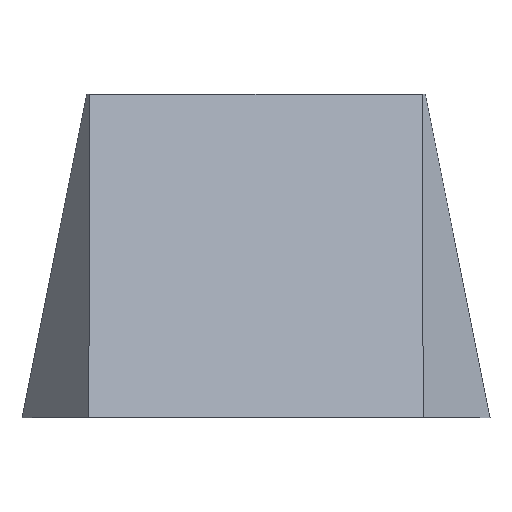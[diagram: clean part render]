
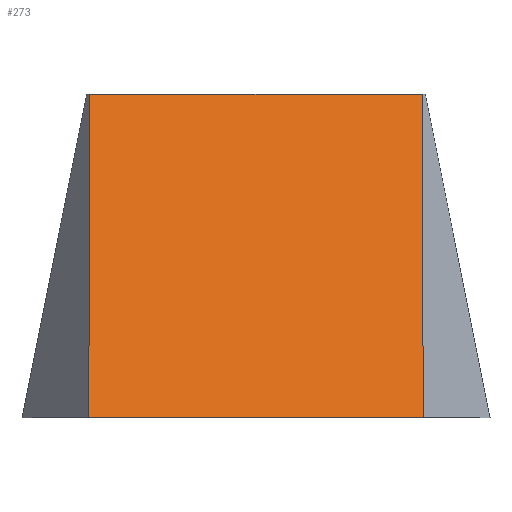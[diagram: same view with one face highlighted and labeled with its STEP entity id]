
A CAD part, top view. The second image highlights one B-rep face of the part: STEP entity #273.
In plain terms, the highlighted planar face has unit normal (0, 0.262, 0.965).
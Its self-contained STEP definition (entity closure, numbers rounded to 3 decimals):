
#40=ORIENTED_EDGE('',*,*,#110,.F.);
#41=ORIENTED_EDGE('',*,*,#111,.F.);
#42=ORIENTED_EDGE('',*,*,#97,.T.);
#43=ORIENTED_EDGE('',*,*,#112,.T.);
#97=EDGE_CURVE('',#134,#133,#157,.T.);
#110=EDGE_CURVE('',#144,#145,#170,.T.);
#111=EDGE_CURVE('',#134,#144,#171,.T.);
#112=EDGE_CURVE('',#133,#145,#172,.T.);
#133=VERTEX_POINT('',#394);
#134=VERTEX_POINT('',#396);
#144=VERTEX_POINT('',#421);
#145=VERTEX_POINT('',#422);
#157=LINE('',#395,#193);
#170=LINE('',#420,#206);
#171=LINE('',#423,#207);
#172=LINE('',#424,#208);
#193=VECTOR('',#323,1000.);
#206=VECTOR('',#340,1000.);
#207=VECTOR('',#341,1000.);
#208=VECTOR('',#342,1000.);
#227=EDGE_LOOP('',(#40,#41,#42,#43));
#243=FACE_BOUND('',#227,.T.);
#258=PLANE('',#301);
#273=ADVANCED_FACE('',(#243),#258,.F.);
#301=AXIS2_PLACEMENT_3D('',#419,#338,#339);
#323=DIRECTION('',(1.,0.,0.));
#338=DIRECTION('',(0.,-0.262,-0.965));
#339=DIRECTION('',(0.,0.965,-0.262));
#340=DIRECTION('',(1.,0.,0.));
#341=DIRECTION('',(0.002,0.965,-0.262));
#342=DIRECTION('',(-0.002,0.965,-0.262));
#394=CARTESIAN_POINT('',(75.,0.,0.));
#395=CARTESIAN_POINT('',(-75.,0.,0.));
#396=CARTESIAN_POINT('',(-75.,0.,0.));
#419=CARTESIAN_POINT('',(0.,0.,0.));
#420=CARTESIAN_POINT('',(-74.711,145.3,-39.46));
#421=CARTESIAN_POINT('',(-74.711,145.3,-39.46));
#422=CARTESIAN_POINT('',(74.711,145.3,-39.46));
#423=CARTESIAN_POINT('',(-74.855,72.65,-19.73));
#424=CARTESIAN_POINT('',(74.855,72.65,-19.73));
